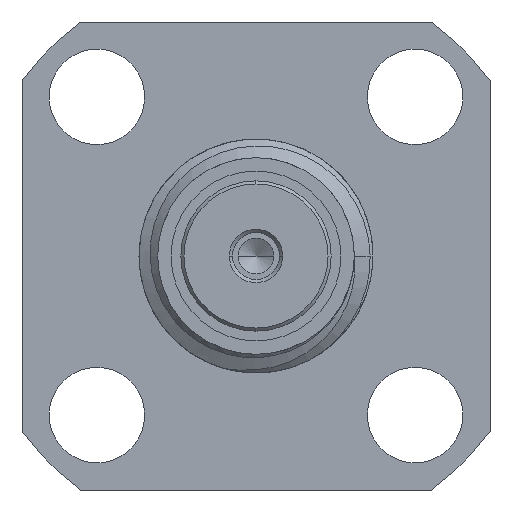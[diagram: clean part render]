
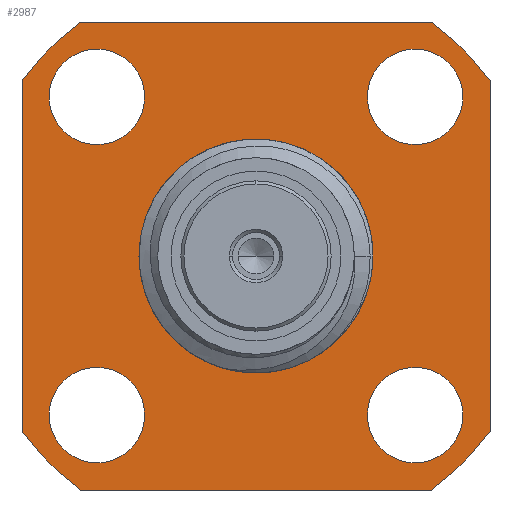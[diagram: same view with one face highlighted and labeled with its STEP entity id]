
A CAD part, left-side view. The second image highlights one B-rep face of the part: STEP entity #2987.
In plain terms, the highlighted planar face has unit normal (-1, 0, 0).
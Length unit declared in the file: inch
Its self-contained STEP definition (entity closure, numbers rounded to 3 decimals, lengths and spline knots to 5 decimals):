
#907=CARTESIAN_POINT('',(0.31,0.,0.));
#908=DIRECTION('',(1.,0.,0.));
#909=DIRECTION('',(0.,-0.6,0.8));
#910=AXIS2_PLACEMENT_3D('',#907,#908,#909);
#912=DIRECTION('',(0.,0.,1.));
#913=VECTOR('',#912,0.375);
#914=CARTESIAN_POINT('',(0.31,-0.25,-0.1875));
#915=LINE('',#914,#913);
#916=CARTESIAN_POINT('',(0.31,0.,0.));
#917=DIRECTION('',(1.,0.,0.));
#918=DIRECTION('',(0.,-0.8,-0.6));
#919=AXIS2_PLACEMENT_3D('',#916,#917,#918);
#921=DIRECTION('',(0.,-1.,0.));
#922=VECTOR('',#921,0.375);
#923=CARTESIAN_POINT('',(0.31,0.1875,-0.25));
#924=LINE('',#923,#922);
#925=CARTESIAN_POINT('',(0.31,0.,0.));
#926=DIRECTION('',(1.,0.,0.));
#927=DIRECTION('',(0.,0.6,-0.8));
#928=AXIS2_PLACEMENT_3D('',#925,#926,#927);
#930=DIRECTION('',(0.,0.,-1.));
#931=VECTOR('',#930,0.375);
#932=CARTESIAN_POINT('',(0.31,0.25,0.1875));
#933=LINE('',#932,#931);
#934=CARTESIAN_POINT('',(0.31,0.,0.));
#935=DIRECTION('',(1.,0.,0.));
#936=DIRECTION('',(0.,0.8,0.6));
#937=AXIS2_PLACEMENT_3D('',#934,#935,#936);
#939=DIRECTION('',(0.,1.,0.));
#940=VECTOR('',#939,0.375);
#941=CARTESIAN_POINT('',(0.31,-0.1875,0.25));
#942=LINE('',#941,#940);
#943=CARTESIAN_POINT('',(0.31,0.,0.));
#944=DIRECTION('',(1.,0.,0.));
#945=DIRECTION('',(0.,1.,0.));
#946=AXIS2_PLACEMENT_3D('',#943,#944,#945);
#948=CARTESIAN_POINT('',(0.31,0.,0.));
#949=DIRECTION('',(1.,0.,0.));
#950=DIRECTION('',(0.,-1.,0.));
#951=AXIS2_PLACEMENT_3D('',#948,#949,#950);
#953=CARTESIAN_POINT('',(0.31,0.17,-0.17));
#954=DIRECTION('',(1.,0.,0.));
#955=DIRECTION('',(0.,0.,-1.));
#956=AXIS2_PLACEMENT_3D('',#953,#954,#955);
#958=CARTESIAN_POINT('',(0.31,0.17,-0.17));
#959=DIRECTION('',(1.,0.,0.));
#960=DIRECTION('',(0.,0.,1.));
#961=AXIS2_PLACEMENT_3D('',#958,#959,#960);
#963=CARTESIAN_POINT('',(0.31,-0.17,-0.17));
#964=DIRECTION('',(1.,0.,0.));
#965=DIRECTION('',(0.,0.,-1.));
#966=AXIS2_PLACEMENT_3D('',#963,#964,#965);
#968=CARTESIAN_POINT('',(0.31,-0.17,-0.17));
#969=DIRECTION('',(1.,0.,0.));
#970=DIRECTION('',(0.,0.,1.));
#971=AXIS2_PLACEMENT_3D('',#968,#969,#970);
#973=CARTESIAN_POINT('',(0.31,-0.17,0.17));
#974=DIRECTION('',(1.,0.,0.));
#975=DIRECTION('',(0.,0.,-1.));
#976=AXIS2_PLACEMENT_3D('',#973,#974,#975);
#978=CARTESIAN_POINT('',(0.31,-0.17,0.17));
#979=DIRECTION('',(1.,0.,0.));
#980=DIRECTION('',(0.,0.,1.));
#981=AXIS2_PLACEMENT_3D('',#978,#979,#980);
#983=CARTESIAN_POINT('',(0.31,0.17,0.17));
#984=DIRECTION('',(1.,0.,0.));
#985=DIRECTION('',(0.,0.,-1.));
#986=AXIS2_PLACEMENT_3D('',#983,#984,#985);
#988=CARTESIAN_POINT('',(0.31,0.17,0.17));
#989=DIRECTION('',(1.,0.,0.));
#990=DIRECTION('',(0.,0.,1.));
#991=AXIS2_PLACEMENT_3D('',#988,#989,#990);
#1653=CARTESIAN_POINT('',(0.31,0.105,0.));
#1654=CARTESIAN_POINT('',(0.31,-0.105,0.));
#1655=VERTEX_POINT('',#1653);
#1656=VERTEX_POINT('',#1654);
#1673=CARTESIAN_POINT('',(0.31,-0.1875,0.25));
#1674=CARTESIAN_POINT('',(0.31,-0.25,0.1875));
#1675=VERTEX_POINT('',#1673);
#1676=VERTEX_POINT('',#1674);
#1677=CARTESIAN_POINT('',(0.31,-0.25,-0.1875));
#1678=CARTESIAN_POINT('',(0.31,-0.1875,-0.25));
#1679=VERTEX_POINT('',#1677);
#1680=VERTEX_POINT('',#1678);
#1681=CARTESIAN_POINT('',(0.31,0.1875,-0.25));
#1682=CARTESIAN_POINT('',(0.31,0.25,-0.1875));
#1683=VERTEX_POINT('',#1681);
#1684=VERTEX_POINT('',#1682);
#1685=CARTESIAN_POINT('',(0.31,0.25,0.1875));
#1686=CARTESIAN_POINT('',(0.31,0.1875,0.25));
#1687=VERTEX_POINT('',#1685);
#1688=VERTEX_POINT('',#1686);
#1705=CARTESIAN_POINT('',(0.31,0.17,-0.221));
#1706=CARTESIAN_POINT('',(0.31,0.17,-0.119));
#1707=VERTEX_POINT('',#1705);
#1708=VERTEX_POINT('',#1706);
#1709=CARTESIAN_POINT('',(0.31,-0.17,-0.221));
#1710=CARTESIAN_POINT('',(0.31,-0.17,-0.119));
#1711=VERTEX_POINT('',#1709);
#1712=VERTEX_POINT('',#1710);
#1713=CARTESIAN_POINT('',(0.31,-0.17,0.119));
#1714=CARTESIAN_POINT('',(0.31,-0.17,0.221));
#1715=VERTEX_POINT('',#1713);
#1716=VERTEX_POINT('',#1714);
#1717=CARTESIAN_POINT('',(0.31,0.17,0.119));
#1718=CARTESIAN_POINT('',(0.31,0.17,0.221));
#1719=VERTEX_POINT('',#1717);
#1720=VERTEX_POINT('',#1718);
#2935=CARTESIAN_POINT('',(0.31,0.,0.));
#2936=DIRECTION('',(-1.,0.,0.));
#2937=DIRECTION('',(0.,0.,1.));
#2938=AXIS2_PLACEMENT_3D('',#2935,#2936,#2937);
#2939=PLANE('',#2938);
#2941=ORIENTED_EDGE('',*,*,#2940,.T.);
#2943=ORIENTED_EDGE('',*,*,#2942,.F.);
#2945=ORIENTED_EDGE('',*,*,#2944,.T.);
#2947=ORIENTED_EDGE('',*,*,#2946,.F.);
#2949=ORIENTED_EDGE('',*,*,#2948,.T.);
#2951=ORIENTED_EDGE('',*,*,#2950,.F.);
#2953=ORIENTED_EDGE('',*,*,#2952,.T.);
#2955=ORIENTED_EDGE('',*,*,#2954,.F.);
#2956=EDGE_LOOP('',(#2941,#2943,#2945,#2947,#2949,#2951,#2953,#2955));
#2957=FACE_OUTER_BOUND('',#2956,.F.);
#2958=ORIENTED_EDGE('',*,*,#2925,.F.);
#2960=ORIENTED_EDGE('',*,*,#2959,.F.);
#2961=EDGE_LOOP('',(#2958,#2960));
#2962=FACE_BOUND('',#2961,.F.);
#2964=ORIENTED_EDGE('',*,*,#2963,.F.);
#2966=ORIENTED_EDGE('',*,*,#2965,.F.);
#2967=EDGE_LOOP('',(#2964,#2966));
#2968=FACE_BOUND('',#2967,.F.);
#2970=ORIENTED_EDGE('',*,*,#2969,.F.);
#2972=ORIENTED_EDGE('',*,*,#2971,.F.);
#2973=EDGE_LOOP('',(#2970,#2972));
#2974=FACE_BOUND('',#2973,.F.);
#2976=ORIENTED_EDGE('',*,*,#2975,.F.);
#2978=ORIENTED_EDGE('',*,*,#2977,.F.);
#2979=EDGE_LOOP('',(#2976,#2978));
#2980=FACE_BOUND('',#2979,.F.);
#2982=ORIENTED_EDGE('',*,*,#2981,.F.);
#2984=ORIENTED_EDGE('',*,*,#2983,.F.);
#2985=EDGE_LOOP('',(#2982,#2984));
#2986=FACE_BOUND('',#2985,.F.);
#2987=ADVANCED_FACE('',(#2957,#2962,#2968,#2974,#2980,#2986),#2939,.T.);
#911=CIRCLE('',#910,0.3125);
#920=CIRCLE('',#919,0.3125);
#929=CIRCLE('',#928,0.3125);
#938=CIRCLE('',#937,0.3125);
#947=CIRCLE('',#946,0.105);
#952=CIRCLE('',#951,0.105);
#957=CIRCLE('',#956,0.051);
#962=CIRCLE('',#961,0.051);
#967=CIRCLE('',#966,0.051);
#972=CIRCLE('',#971,0.051);
#977=CIRCLE('',#976,0.051);
#982=CIRCLE('',#981,0.051);
#987=CIRCLE('',#986,0.051);
#992=CIRCLE('',#991,0.051);
#2925=EDGE_CURVE('',#1655,#1656,#947,.T.);
#2940=EDGE_CURVE('',#1675,#1676,#911,.T.);
#2942=EDGE_CURVE('',#1679,#1676,#915,.T.);
#2944=EDGE_CURVE('',#1679,#1680,#920,.T.);
#2946=EDGE_CURVE('',#1683,#1680,#924,.T.);
#2948=EDGE_CURVE('',#1683,#1684,#929,.T.);
#2950=EDGE_CURVE('',#1687,#1684,#933,.T.);
#2952=EDGE_CURVE('',#1687,#1688,#938,.T.);
#2954=EDGE_CURVE('',#1675,#1688,#942,.T.);
#2959=EDGE_CURVE('',#1656,#1655,#952,.T.);
#2963=EDGE_CURVE('',#1707,#1708,#957,.T.);
#2965=EDGE_CURVE('',#1708,#1707,#962,.T.);
#2969=EDGE_CURVE('',#1711,#1712,#967,.T.);
#2971=EDGE_CURVE('',#1712,#1711,#972,.T.);
#2975=EDGE_CURVE('',#1715,#1716,#977,.T.);
#2977=EDGE_CURVE('',#1716,#1715,#982,.T.);
#2981=EDGE_CURVE('',#1719,#1720,#987,.T.);
#2983=EDGE_CURVE('',#1720,#1719,#992,.T.);
